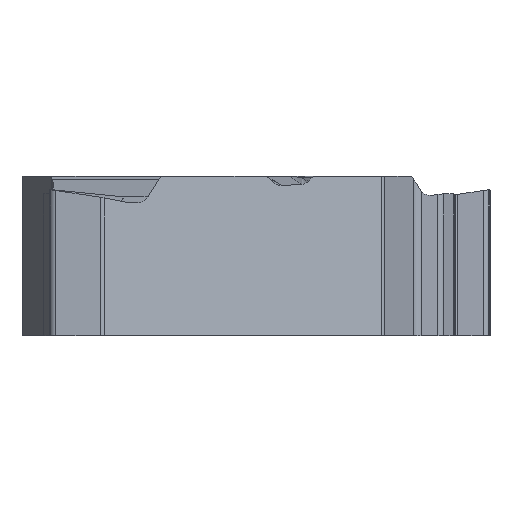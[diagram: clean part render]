
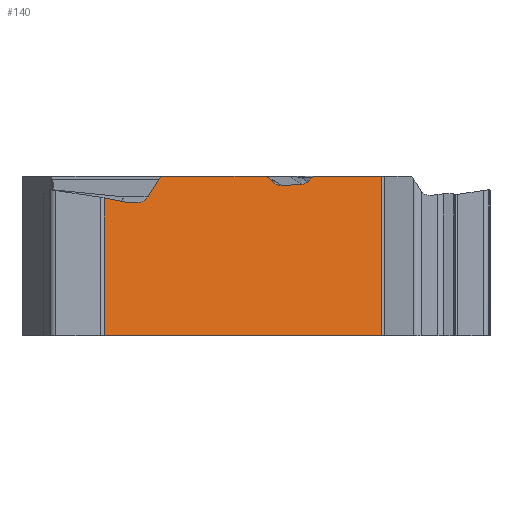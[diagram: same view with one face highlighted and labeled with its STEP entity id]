
A CAD part, front view. The second image highlights one B-rep face of the part: STEP entity #140.
In plain terms, the highlighted planar face has unit normal (0.5, -0.866, 0).
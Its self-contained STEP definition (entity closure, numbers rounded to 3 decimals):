
#140=ADVANCED_FACE('',(#306),#250,.F.);
#250=PLANE('',#2319);
#306=FACE_OUTER_BOUND('',#422,.T.);
#422=EDGE_LOOP('',(#747,#748,#749,#750,#751,#752,#753,#754,#755,#756,#757,
#758,#759,#760,#761,#762,#763,#764));
#541=CIRCLE('',#2318,0.32);
#613=ELLIPSE('',#2314,0.15,0.15);
#614=ELLIPSE('',#2315,0.167,0.15);
#615=ELLIPSE('',#2316,0.177,0.15);
#616=ELLIPSE('',#2317,0.377,0.32);
#747=ORIENTED_EDGE('',*,*,#1584,.F.);
#748=ORIENTED_EDGE('',*,*,#1585,.T.);
#749=ORIENTED_EDGE('',*,*,#1586,.F.);
#750=ORIENTED_EDGE('',*,*,#1587,.F.);
#751=ORIENTED_EDGE('',*,*,#1588,.F.);
#752=ORIENTED_EDGE('',*,*,#1589,.F.);
#753=ORIENTED_EDGE('',*,*,#1590,.F.);
#754=ORIENTED_EDGE('',*,*,#1591,.F.);
#755=ORIENTED_EDGE('',*,*,#1592,.F.);
#756=ORIENTED_EDGE('',*,*,#1593,.F.);
#757=ORIENTED_EDGE('',*,*,#1594,.F.);
#758=ORIENTED_EDGE('',*,*,#1595,.F.);
#759=ORIENTED_EDGE('',*,*,#1596,.F.);
#760=ORIENTED_EDGE('',*,*,#1597,.T.);
#761=ORIENTED_EDGE('',*,*,#1598,.T.);
#762=ORIENTED_EDGE('',*,*,#1599,.T.);
#763=ORIENTED_EDGE('',*,*,#1600,.F.);
#764=ORIENTED_EDGE('',*,*,#1601,.T.);
#1357=VERTEX_POINT('',#3819);
#1358=VERTEX_POINT('',#3820);
#1359=VERTEX_POINT('',#3822);
#1360=VERTEX_POINT('',#3824);
#1361=VERTEX_POINT('',#3826);
#1362=VERTEX_POINT('',#3828);
#1363=VERTEX_POINT('',#3842);
#1364=VERTEX_POINT('',#3844);
#1365=VERTEX_POINT('',#3858);
#1366=VERTEX_POINT('',#3860);
#1367=VERTEX_POINT('',#3862);
#1368=VERTEX_POINT('',#3864);
#1369=VERTEX_POINT('',#3866);
#1370=VERTEX_POINT('',#3868);
#1371=VERTEX_POINT('',#3870);
#1372=VERTEX_POINT('',#3872);
#1373=VERTEX_POINT('',#3874);
#1374=VERTEX_POINT('',#3876);
#1584=EDGE_CURVE('',#1357,#1358,#1869,.T.);
#1585=EDGE_CURVE('',#1357,#1359,#1870,.T.);
#1586=EDGE_CURVE('',#1360,#1359,#1871,.T.);
#1587=EDGE_CURVE('',#1361,#1360,#613,.T.);
#1588=EDGE_CURVE('',#1362,#1361,#1872,.T.);
#1589=EDGE_CURVE('',#1363,#1362,#2210,.T.);
#1590=EDGE_CURVE('',#1364,#1363,#1873,.T.);
#1591=EDGE_CURVE('',#1365,#1364,#2211,.T.);
#1592=EDGE_CURVE('',#1366,#1365,#1874,.T.);
#1593=EDGE_CURVE('',#1367,#1366,#614,.T.);
#1594=EDGE_CURVE('',#1368,#1367,#1875,.T.);
#1595=EDGE_CURVE('',#1369,#1368,#615,.T.);
#1596=EDGE_CURVE('',#1370,#1369,#1876,.T.);
#1597=EDGE_CURVE('',#1370,#1371,#616,.T.);
#1598=EDGE_CURVE('',#1371,#1372,#1877,.T.);
#1599=EDGE_CURVE('',#1372,#1373,#541,.T.);
#1600=EDGE_CURVE('',#1374,#1373,#1878,.T.);
#1601=EDGE_CURVE('',#1374,#1358,#1879,.T.);
#1869=LINE('',#3818,#2055);
#1870=LINE('',#3821,#2056);
#1871=LINE('',#3823,#2057);
#1872=LINE('',#3827,#2058);
#1873=LINE('',#3843,#2059);
#1874=LINE('',#3859,#2060);
#1875=LINE('',#3863,#2061);
#1876=LINE('',#3867,#2062);
#1877=LINE('',#3871,#2063);
#1878=LINE('',#3875,#2064);
#1879=LINE('',#3877,#2065);
#2055=VECTOR('',#2638,1.);
#2056=VECTOR('',#2639,1.);
#2057=VECTOR('',#2640,1.);
#2058=VECTOR('',#2643,1.);
#2059=VECTOR('',#2644,1.);
#2060=VECTOR('',#2645,1.);
#2061=VECTOR('',#2648,1.);
#2062=VECTOR('',#2651,1.);
#2063=VECTOR('',#2654,1.);
#2064=VECTOR('',#2657,1.);
#2065=VECTOR('',#2658,1.);
#2210=B_SPLINE_CURVE_WITH_KNOTS('',3,(#3829,#3830,#3831,#3832,#3833,#3834,
#3835,#3836,#3837,#3838,#3839,#3840,#3841),.UNSPECIFIED.,.F.,.F.,(4,3,3,
3,4),(0.,0.249,0.498,0.746,1.),
 .UNSPECIFIED.);
#2211=B_SPLINE_CURVE_WITH_KNOTS('',3,(#3845,#3846,#3847,#3848,#3849,#3850,
#3851,#3852,#3853,#3854,#3855,#3856,#3857),.UNSPECIFIED.,.F.,.F.,(4,3,3,
3,4),(0.,0.234,0.468,0.701,1.),
 .UNSPECIFIED.);
#2314=AXIS2_PLACEMENT_3D('',#3825,#2641,#2642);
#2315=AXIS2_PLACEMENT_3D('',#3861,#2646,#2647);
#2316=AXIS2_PLACEMENT_3D('',#3865,#2649,#2650);
#2317=AXIS2_PLACEMENT_3D('',#3869,#2652,#2653);
#2318=AXIS2_PLACEMENT_3D('',#3873,#2655,#2656);
#2319=AXIS2_PLACEMENT_3D('',#3878,#2659,#2660);
#2638=DIRECTION('',(-0.866,-0.5,0.));
#2639=DIRECTION('',(0.,0.,1.));
#2640=DIRECTION('',(0.866,0.5,0.));
#2641=DIRECTION('',(-0.5,0.866,0.));
#2642=DIRECTION('',(0.866,0.5,0.));
#2643=DIRECTION('',(0.658,0.38,0.651));
#2644=DIRECTION('',(0.865,0.5,0.043));
#2645=DIRECTION('',(0.686,0.396,-0.611));
#2646=DIRECTION('',(-0.5,0.866,0.));
#2647=DIRECTION('',(-0.866,-0.5,0.));
#2648=DIRECTION('',(0.866,0.5,0.));
#2649=DIRECTION('',(-0.5,0.866,0.));
#2650=DIRECTION('',(-0.866,-0.5,0.));
#2651=DIRECTION('',(0.497,0.287,0.819));
#2652=DIRECTION('',(-0.5,0.866,0.));
#2653=DIRECTION('',(-0.866,-0.5,0.));
#2654=DIRECTION('',(-0.866,-0.5,0.));
#2655=DIRECTION('',(-0.5,0.866,0.));
#2656=DIRECTION('',(0.,0.,-1.));
#2657=DIRECTION('',(0.853,0.492,-0.174));
#2658=DIRECTION('',(0.,0.,-1.));
#2659=DIRECTION('',(-0.5,0.866,0.));
#2660=DIRECTION('',(0.,0.,-1.));
#3818=CARTESIAN_POINT('',(-0.367,-5.711,-3.97));
#3819=CARTESIAN_POINT('',(5.041,-2.589,-3.97));
#3820=CARTESIAN_POINT('',(-2.528,-6.959,-3.97));
#3821=CARTESIAN_POINT('',(5.041,-2.589,3.37));
#3822=CARTESIAN_POINT('',(5.041,-2.589,0.37));
#3823=CARTESIAN_POINT('',(-0.367,-5.711,0.37));
#3824=CARTESIAN_POINT('',(3.222,-3.639,0.37));
#3825=CARTESIAN_POINT('',(3.222,-3.639,0.22));
#3826=CARTESIAN_POINT('',(3.137,-3.688,0.334));
#3827=CARTESIAN_POINT('',(0.974,-4.937,-1.807));
#3828=CARTESIAN_POINT('',(3.029,-3.75,0.227));
#3829=CARTESIAN_POINT('',(2.857,-3.85,0.148));
#3830=CARTESIAN_POINT('',(2.873,-3.841,0.149));
#3831=CARTESIAN_POINT('',(2.888,-3.832,0.152));
#3832=CARTESIAN_POINT('',(2.904,-3.823,0.155));
#3833=CARTESIAN_POINT('',(2.919,-3.814,0.159));
#3834=CARTESIAN_POINT('',(2.934,-3.805,0.164));
#3835=CARTESIAN_POINT('',(2.949,-3.797,0.171));
#3836=CARTESIAN_POINT('',(2.963,-3.789,0.178));
#3837=CARTESIAN_POINT('',(2.977,-3.78,0.186));
#3838=CARTESIAN_POINT('',(2.99,-3.773,0.195));
#3839=CARTESIAN_POINT('',(3.004,-3.765,0.204));
#3840=CARTESIAN_POINT('',(3.017,-3.757,0.215));
#3841=CARTESIAN_POINT('',(3.029,-3.75,0.227));
#3842=CARTESIAN_POINT('',(2.857,-3.85,0.148));
#3843=CARTESIAN_POINT('',(-0.366,-5.711,-0.01));
#3844=CARTESIAN_POINT('',(2.296,-4.173,0.121));
#3845=CARTESIAN_POINT('',(2.124,-4.273,0.183));
#3846=CARTESIAN_POINT('',(2.136,-4.266,0.172));
#3847=CARTESIAN_POINT('',(2.148,-4.259,0.163));
#3848=CARTESIAN_POINT('',(2.161,-4.252,0.156));
#3849=CARTESIAN_POINT('',(2.173,-4.245,0.148));
#3850=CARTESIAN_POINT('',(2.186,-4.237,0.141));
#3851=CARTESIAN_POINT('',(2.2,-4.229,0.136));
#3852=CARTESIAN_POINT('',(2.214,-4.221,0.131));
#3853=CARTESIAN_POINT('',(2.228,-4.213,0.127));
#3854=CARTESIAN_POINT('',(2.242,-4.205,0.124));
#3855=CARTESIAN_POINT('',(2.26,-4.195,0.121));
#3856=CARTESIAN_POINT('',(2.278,-4.184,0.12));
#3857=CARTESIAN_POINT('',(2.296,-4.173,0.121));
#3858=CARTESIAN_POINT('',(2.124,-4.273,0.183));
#3859=CARTESIAN_POINT('',(4.084,-3.141,-1.564));
#3860=CARTESIAN_POINT('',(1.954,-4.371,0.334));
#3861=CARTESIAN_POINT('',(1.861,-4.425,0.22));
#3862=CARTESIAN_POINT('',(1.861,-4.425,0.37));
#3863=CARTESIAN_POINT('',(5.129,-2.538,0.37));
#3864=CARTESIAN_POINT('',(-0.903,-6.02,0.37));
#3865=CARTESIAN_POINT('',(-0.903,-6.02,0.22));
#3866=CARTESIAN_POINT('',(-1.035,-6.097,0.297));
#3867=CARTESIAN_POINT('',(0.872,-4.996,3.441));
#3868=CARTESIAN_POINT('',(-1.329,-6.266,-0.188));
#3869=CARTESIAN_POINT('',(-1.61,-6.429,-0.025));
#3870=CARTESIAN_POINT('',(-1.61,-6.429,-0.345));
#3871=CARTESIAN_POINT('',(5.129,-2.538,-0.345));
#3872=CARTESIAN_POINT('',(-1.876,-6.582,-0.345));
#3873=CARTESIAN_POINT('',(-1.876,-6.582,-0.025));
#3874=CARTESIAN_POINT('',(-1.924,-6.61,-0.34));
#3875=CARTESIAN_POINT('',(4.866,-2.69,-1.723));
#3876=CARTESIAN_POINT('',(-2.528,-6.959,-0.217));
#3877=CARTESIAN_POINT('',(-2.528,-6.959,-5.47));
#3878=CARTESIAN_POINT('',(-0.367,-5.711,0.));
